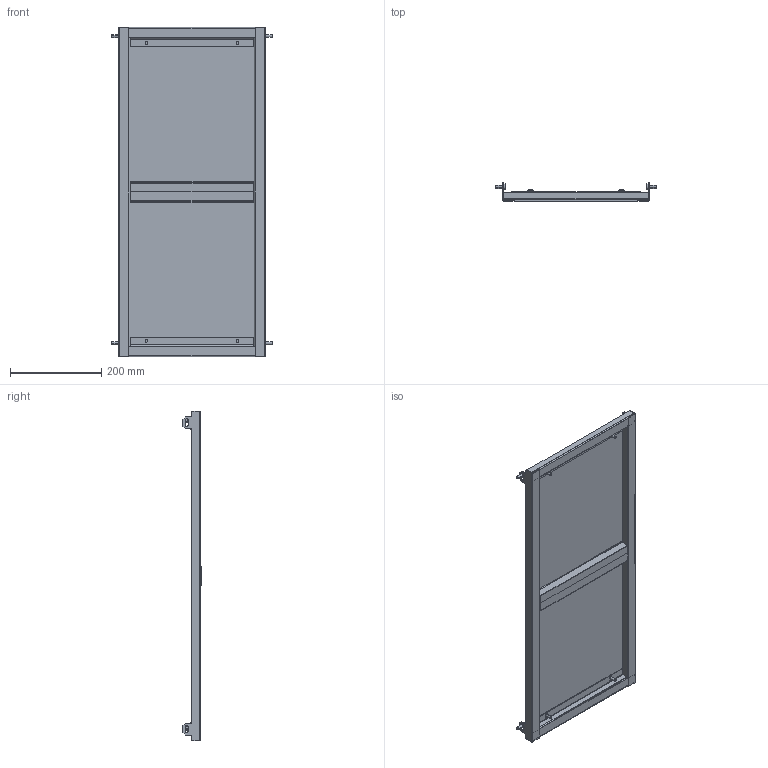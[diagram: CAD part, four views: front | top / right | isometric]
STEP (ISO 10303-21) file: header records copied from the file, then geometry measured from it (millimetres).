
FILE_DESCRIPTION (( 'STEP AP214' ), '1' );
FILE_NAME ('PBC4D800 Ïàíåëü íèæíÿÿ ñîñòàâíàÿ .step', '2020-11-05T18:41:35', ( '' ), ( '' ), 'SwSTEP 2.0', 'SolidWorks 2019', '' );
FILE_SCHEMA (( 'AUTOMOTIVE_DESIGN' ));
Length unit declared in the file: millimetre
Products named in the file (23): AVT009.06.00.03 赶鎀鍧; Âèíò ñàìîíàðåçàþùèé Ì6 DIN 7516À; Âèíò ñàìîíàðåçàþùèé Ì6 DIN 7516À_6å16; AVT005.06.00.01 Óãîëîê_èçâ0136_10.20_00; AVT008.06.00.02 Ïàíåëü_èçâ0041.03_08.19; PBC4D800 Ïàíåëü íèæíÿÿ ñîñòàâíàÿ ; AVT005.06.00.01 Óãîëîê_èçâ0136_10.20; Ðåçèíà ïîðèñòàÿ EPDM150 20õ20 L=0.27 ÒÐÈÇÀÌ_00; AVT009.06.00.03 赶鎀鍧_00; AVT008.06.01.00 Ðàìà_èçâ0136_10.20_00; Ðåçèíà ïîðèñòàÿ EPDM150 20õ20 L=0.27 ÒÐÈÇÀÌ; AVT008.06.00.02 Ïàíåëü_èçâ0041.03_08.19_00
Assembly tree (17 placements, depth 3):
  AVT009.06.00.03 赶鎀鍧
  Âèíò ñàìîíàðåçàþùèé Ì6 DIN 7516À
  Âèíò ñàìîíàðåçàþùèé Ì6 DIN 7516À
  Âèíò ñàìîíàðåçàþùèé Ì6 DIN 7516À
  AVT008.06.00.02 Ïàíåëü_èçâ0041.03_08.19
Bounding box: 352 x 40 x 723 mm (x, y, z)
Volume: 717878.4 mm3; surface area: 722120.8 mm2
Topology: 16 solids, 16 shells, 440 faces, 1088 edges, 688 vertices
Faces by surface type: plane 336, cylinder 88, sphere 16
Entity records: 5070 total; most frequent: DIRECTION 822, CARTESIAN_POINT 797, ORIENTED_EDGE 764, EDGE_CURVE 382, LINE 300, VECTOR 300, AXIS2_PLACEMENT_3D 261, VERTEX_POINT 236
